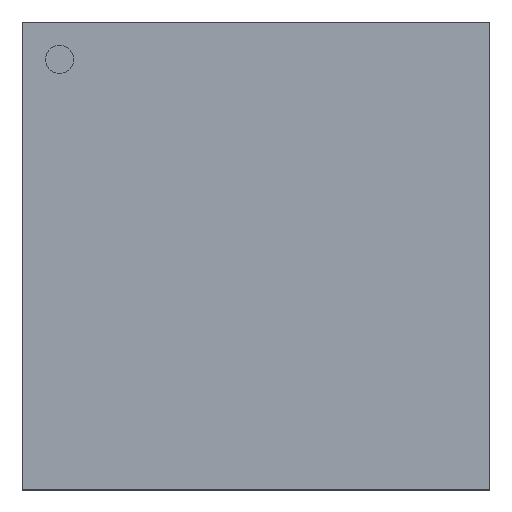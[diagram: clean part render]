
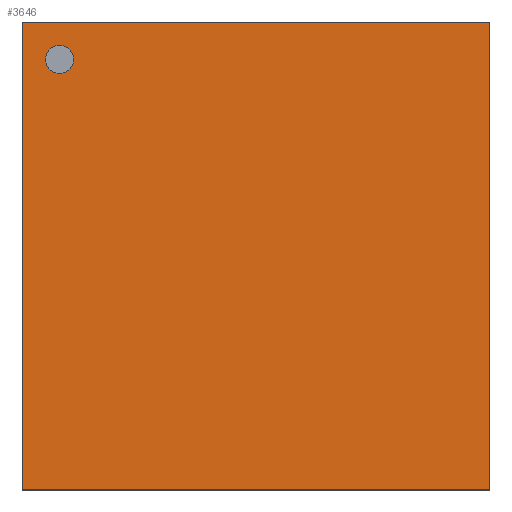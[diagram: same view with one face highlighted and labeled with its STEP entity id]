
A CAD part, top view. The second image highlights one B-rep face of the part: STEP entity #3646.
In plain terms, the highlighted planar face has unit normal (0, 0, 1).
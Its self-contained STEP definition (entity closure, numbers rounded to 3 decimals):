
#58 = VERTEX_POINT ( 'NONE', #5359 ) ;
#182 = DIRECTION ( 'NONE',  ( 0., -1., 0. ) ) ;
#189 = VECTOR ( 'NONE', #262, 1000. ) ;
#218 = FACE_BOUND ( 'NONE', #648, .T. ) ;
#262 = DIRECTION ( 'NONE',  ( 0., 1., 0. ) ) ;
#432 = CARTESIAN_POINT ( 'NONE',  ( -1.25, 1.25, 0.53 ) ) ;
#467 = DIRECTION ( 'NONE',  ( -1., 0., 0. ) ) ;
#648 = EDGE_LOOP ( 'NONE', ( #4839, #1530 ) ) ;
#677 = VERTEX_POINT ( 'NONE', #5093 ) ;
#842 = CARTESIAN_POINT ( 'NONE',  ( 1.25, 1.25, 0.53 ) ) ;
#872 = EDGE_CURVE ( 'NONE', #58, #5475, #4862, .T. ) ;
#1405 = LINE ( 'NONE', #432, #2506 ) ;
#1452 = LINE ( 'NONE', #2031, #2570 ) ;
#1503 = ORIENTED_EDGE ( 'NONE', *, *, #1920, .T. ) ;
#1530 = ORIENTED_EDGE ( 'NONE', *, *, #1687, .F. ) ;
#1687 = EDGE_CURVE ( 'NONE', #5475, #58, #5983, .T. ) ;
#1722 = ORIENTED_EDGE ( 'NONE', *, *, #4837, .T. ) ;
#1753 = LINE ( 'NONE', #4541, #2879 ) ;
#1920 = EDGE_CURVE ( 'NONE', #677, #4899, #1753, .T. ) ;
#2031 = CARTESIAN_POINT ( 'NONE',  ( -1.25, -1.25, 0.53 ) ) ;
#2282 = AXIS2_PLACEMENT_3D ( 'NONE', #5879, #5423, #2991 ) ;
#2347 = AXIS2_PLACEMENT_3D ( 'NONE', #2706, #6074, #3178 ) ;
#2405 = LINE ( 'NONE', #3096, #189 ) ;
#2506 = VECTOR ( 'NONE', #467, 1000. ) ;
#2570 = VECTOR ( 'NONE', #182, 1000. ) ;
#2614 = CARTESIAN_POINT ( 'NONE',  ( 1.25, -1.25, 0.53 ) ) ;
#2642 = EDGE_CURVE ( 'NONE', #4940, #5740, #1405, .T. ) ;
#2706 = CARTESIAN_POINT ( 'NONE',  ( 0., 0., 0.53 ) ) ;
#2827 = CARTESIAN_POINT ( 'NONE',  ( -1.125, 1.05, 0.53 ) ) ;
#2879 = VECTOR ( 'NONE', #4067, 1000. ) ;
#2991 = DIRECTION ( 'NONE',  ( 1., 0., 0. ) ) ;
#3096 = CARTESIAN_POINT ( 'NONE',  ( 1.25, -1.25, 0.53 ) ) ;
#3152 = PLANE ( 'NONE',  #2347 ) ;
#3178 = DIRECTION ( 'NONE',  ( -1., 0., 0. ) ) ;
#3217 = CARTESIAN_POINT ( 'NONE',  ( -1.05, 1.05, 0.53 ) ) ;
#3563 = FACE_OUTER_BOUND ( 'NONE', #5726, .T. ) ;
#3610 = DIRECTION ( 'NONE',  ( 1., 0., 0. ) ) ;
#3646 = ADVANCED_FACE ( 'NONE', ( #218, #3563 ), #3152, .F. ) ;
#4067 = DIRECTION ( 'NONE',  ( 1., 0., 0. ) ) ;
#4080 = DIRECTION ( 'NONE',  ( 0., 0., 1. ) ) ;
#4353 = ORIENTED_EDGE ( 'NONE', *, *, #2642, .T. ) ;
#4541 = CARTESIAN_POINT ( 'NONE',  ( -1.25, -1.25, 0.53 ) ) ;
#4800 = AXIS2_PLACEMENT_3D ( 'NONE', #3217, #4080, #3610 ) ;
#4837 = EDGE_CURVE ( 'NONE', #4899, #4940, #2405, .T. ) ;
#4839 = ORIENTED_EDGE ( 'NONE', *, *, #872, .F. ) ;
#4862 = CIRCLE ( 'NONE', #2282, 0.075 ) ;
#4899 = VERTEX_POINT ( 'NONE', #2614 ) ;
#4940 = VERTEX_POINT ( 'NONE', #842 ) ;
#5093 = CARTESIAN_POINT ( 'NONE',  ( -1.25, -1.25, 0.53 ) ) ;
#5359 = CARTESIAN_POINT ( 'NONE',  ( -0.975, 1.05, 0.53 ) ) ;
#5423 = DIRECTION ( 'NONE',  ( 0., 0., 1. ) ) ;
#5475 = VERTEX_POINT ( 'NONE', #2827 ) ;
#5650 = EDGE_CURVE ( 'NONE', #5740, #677, #1452, .T. ) ;
#5726 = EDGE_LOOP ( 'NONE', ( #1722, #4353, #6043, #1503 ) ) ;
#5740 = VERTEX_POINT ( 'NONE', #6003 ) ;
#5879 = CARTESIAN_POINT ( 'NONE',  ( -1.05, 1.05, 0.53 ) ) ;
#5983 = CIRCLE ( 'NONE', #4800, 0.075 ) ;
#6003 = CARTESIAN_POINT ( 'NONE',  ( -1.25, 1.25, 0.53 ) ) ;
#6043 = ORIENTED_EDGE ( 'NONE', *, *, #5650, .T. ) ;
#6074 = DIRECTION ( 'NONE',  ( 0., 0., -1. ) ) ;
